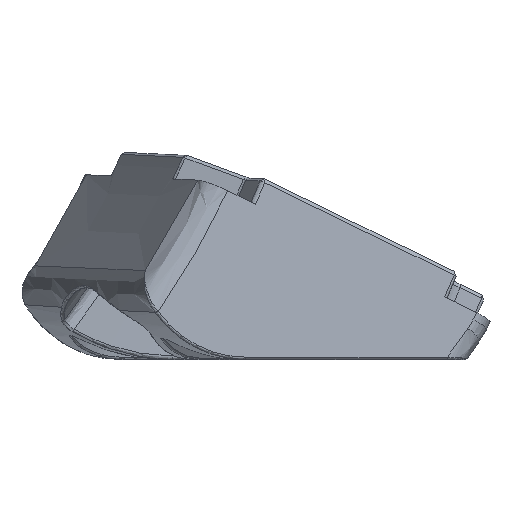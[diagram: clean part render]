
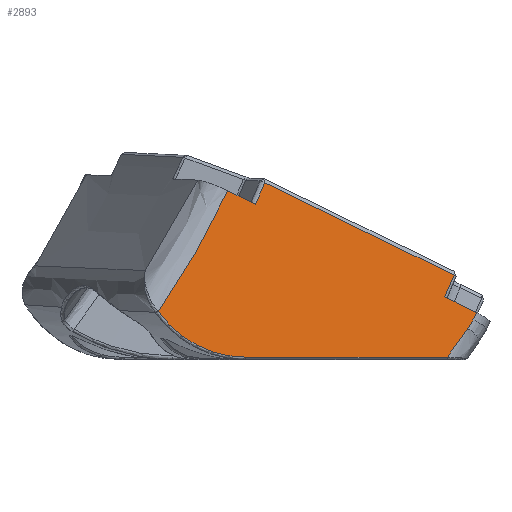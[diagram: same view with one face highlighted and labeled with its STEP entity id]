
A CAD part, front view. The second image highlights one B-rep face of the part: STEP entity #2893.
In plain terms, the highlighted planar face has unit normal (0.376, -0.927, -0.018).
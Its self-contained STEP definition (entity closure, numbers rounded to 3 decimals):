
#21=ELLIPSE('',#3085,12.303,12.3);
#72=CIRCLE('',#3086,26.847);
#73=CIRCLE('',#3087,64.749);
#254=B_SPLINE_CURVE_WITH_KNOTS('',3,(#6723,#6724,#6725,#6726,#6727,#6728,
#6729,#6730),.UNSPECIFIED.,.F.,.F.,(4,1,1,2,4),(0.,0.135,0.181,
0.226,0.368),.UNSPECIFIED.);
#255=B_SPLINE_CURVE_WITH_KNOTS('',3,(#6740,#6741,#6742,#6743),
 .UNSPECIFIED.,.F.,.F.,(4,4),(0.14,0.855),
 .UNSPECIFIED.);
#537=FACE_OUTER_BOUND('',#728,.T.);
#728=EDGE_LOOP('',(#2310,#2311,#2312,#2313,#2314,#2315,#2316,#2317,#2318,
#2319,#2320));
#937=LINE('',#6107,#1110);
#970=LINE('',#6712,#1143);
#972=LINE('',#6721,#1145);
#973=LINE('',#6735,#1146);
#974=LINE('',#6737,#1147);
#975=LINE('',#6739,#1148);
#1110=VECTOR('',#3398,10.);
#1143=VECTOR('',#3501,10.);
#1145=VECTOR('',#3509,10.);
#1146=VECTOR('',#3514,10.);
#1147=VECTOR('',#3515,10.);
#1148=VECTOR('',#3516,10.);
#1293=VERTEX_POINT('',#6101);
#1294=VERTEX_POINT('',#6105);
#1333=VERTEX_POINT('',#6711);
#1335=VERTEX_POINT('',#6717);
#1336=VERTEX_POINT('',#6718);
#1337=VERTEX_POINT('',#6720);
#1338=VERTEX_POINT('',#6722);
#1339=VERTEX_POINT('',#6731);
#1340=VERTEX_POINT('',#6733);
#1341=VERTEX_POINT('',#6736);
#1342=VERTEX_POINT('',#6738);
#1618=EDGE_CURVE('',#1293,#1294,#937,.T.);
#1684=EDGE_CURVE('',#1294,#1333,#970,.T.);
#1687=EDGE_CURVE('',#1335,#1336,#21,.T.);
#1688=EDGE_CURVE('',#1337,#1335,#972,.T.);
#1689=EDGE_CURVE('',#1338,#1337,#254,.T.);
#1690=EDGE_CURVE('',#1339,#1338,#72,.T.);
#1691=EDGE_CURVE('',#1340,#1339,#73,.T.);
#1692=EDGE_CURVE('',#1340,#1333,#973,.T.);
#1693=EDGE_CURVE('',#1341,#1293,#974,.T.);
#1694=EDGE_CURVE('',#1342,#1341,#975,.T.);
#1695=EDGE_CURVE('',#1342,#1336,#255,.T.);
#2310=ORIENTED_EDGE('',*,*,#1687,.F.);
#2311=ORIENTED_EDGE('',*,*,#1688,.F.);
#2312=ORIENTED_EDGE('',*,*,#1689,.F.);
#2313=ORIENTED_EDGE('',*,*,#1690,.F.);
#2314=ORIENTED_EDGE('',*,*,#1691,.F.);
#2315=ORIENTED_EDGE('',*,*,#1692,.T.);
#2316=ORIENTED_EDGE('',*,*,#1684,.F.);
#2317=ORIENTED_EDGE('',*,*,#1618,.F.);
#2318=ORIENTED_EDGE('',*,*,#1693,.F.);
#2319=ORIENTED_EDGE('',*,*,#1694,.F.);
#2320=ORIENTED_EDGE('',*,*,#1695,.T.);
#2789=PLANE('',#3084);
#2893=ADVANCED_FACE('',(#537),#2789,.F.);
#3084=AXIS2_PLACEMENT_3D('',#6716,#3505,#3506);
#3085=AXIS2_PLACEMENT_3D('',#6719,#3507,#3508);
#3086=AXIS2_PLACEMENT_3D('',#6732,#3510,#3511);
#3087=AXIS2_PLACEMENT_3D('',#6734,#3512,#3513);
#3398=DIRECTION('',(0.842,0.349,-0.412));
#3501=DIRECTION('',(-0.388,-0.139,-0.911));
#3505=DIRECTION('center_axis',(-0.376,0.927,0.018));
#3506=DIRECTION('ref_axis',(0.006,-0.017,1.));
#3507=DIRECTION('center_axis',(-0.376,0.927,0.018));
#3508=DIRECTION('ref_axis',(0.439,0.195,-0.877));
#3509=DIRECTION('',(-0.927,-0.376,0.));
#3510=DIRECTION('center_axis',(-0.376,0.927,0.018));
#3511=DIRECTION('ref_axis',(0.764,0.321,-0.56));
#3512=DIRECTION('center_axis',(-0.376,0.927,0.018));
#3513=DIRECTION('ref_axis',(0.819,0.341,-0.461));
#3514=DIRECTION('',(-0.842,-0.349,0.412));
#3515=DIRECTION('',(0.388,0.139,0.911));
#3516=DIRECTION('',(0.842,0.349,-0.412));
#6101=CARTESIAN_POINT('',(39.353,-21.202,-36.555));
#6105=CARTESIAN_POINT('',(58.538,-13.244,-45.943));
#6107=CARTESIAN_POINT('',(42.885,-19.737,-38.283));
#6711=CARTESIAN_POINT('',(57.595,-13.583,-48.158));
#6712=CARTESIAN_POINT('',(58.144,-13.386,-46.87));
#6716=CARTESIAN_POINT('Origin',(36.726,-22.301,-34.833));
#6717=CARTESIAN_POINT('',(37.404,-21.646,-54.258));
#6718=CARTESIAN_POINT('',(28.55,-25.324,-49.666));
#6719=CARTESIAN_POINT('Origin',(37.485,-21.853,-41.958));
#6720=CARTESIAN_POINT('',(57.854,-13.359,-54.258));
#6721=CARTESIAN_POINT('',(40.425,-20.422,-54.258));
#6722=CARTESIAN_POINT('',(59.943,-12.57,-51.336));
#6723=CARTESIAN_POINT('Ctrl Pts',(59.943,-12.57,-51.336));
#6724=CARTESIAN_POINT('Ctrl Pts',(59.706,-12.659,-51.71));
#6725=CARTESIAN_POINT('Ctrl Pts',(59.379,-12.782,-52.2));
#6726=CARTESIAN_POINT('Ctrl Pts',(58.951,-12.943,-52.797));
#6727=CARTESIAN_POINT('Ctrl Pts',(58.776,-13.009,-53.033));
#6728=CARTESIAN_POINT('Ctrl Pts',(58.41,-13.148,-53.52));
#6729=CARTESIAN_POINT('Ctrl Pts',(58.132,-13.254,-53.889));
#6730=CARTESIAN_POINT('Ctrl Pts',(57.854,-13.359,-54.258));
#6731=CARTESIAN_POINT('',(60.517,-12.356,-50.386));
#6732=CARTESIAN_POINT('Origin',(39.425,-21.178,-36.314));
#6733=CARTESIAN_POINT('',(60.828,-12.242,-49.74));
#6734=CARTESIAN_POINT('Origin',(7.47,-34.435,-20.538));
#6735=CARTESIAN_POINT('',(48.61,-17.31,-43.761));
#6736=CARTESIAN_POINT('',(38.409,-21.541,-38.77));
#6737=CARTESIAN_POINT('',(38.958,-21.344,-37.482));
#6738=CARTESIAN_POINT('',(35.587,-22.712,-37.389));
#6739=CARTESIAN_POINT('',(34.576,-23.131,-36.895));
#6740=CARTESIAN_POINT('Ctrl Pts',(35.587,-22.712,-37.389));
#6741=CARTESIAN_POINT('Ctrl Pts',(33.587,-23.438,-41.687));
#6742=CARTESIAN_POINT('Ctrl Pts',(31.252,-24.305,-45.754));
#6743=CARTESIAN_POINT('Ctrl Pts',(28.55,-25.324,-49.666));
